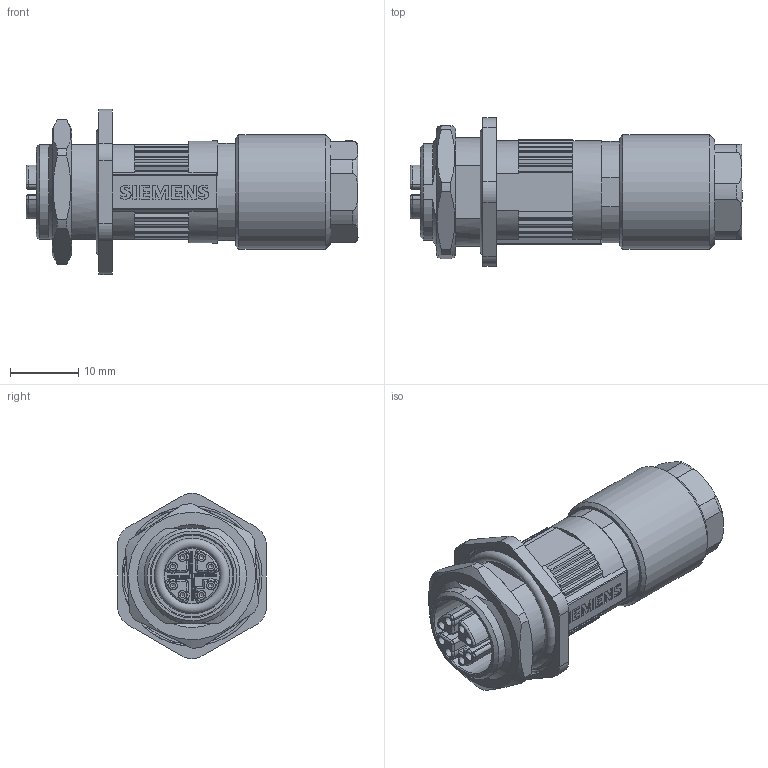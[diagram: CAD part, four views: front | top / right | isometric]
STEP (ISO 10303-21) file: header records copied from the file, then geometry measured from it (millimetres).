
FILE_DESCRIPTION(/* description */ (''),/* implementation_level */ '2;1');
FILE_NAME(/* name */ '6GK1901-0DB40-6AA0_3d.stp',/* time_stamp */ '2022-11-21T15:43:06+01:00',/* author */ (''),/* organization */ (''),/* preprocessor_version */ 'ST-DEVELOPER v18.102',/* originating_system */ 'SIEMENS PLM Software NX 2027',/* authorisation */ '');
FILE_SCHEMA (('AUTOMOTIVE_DESIGN { 1 0 10303 214 3 1 1 1 }'));
Length unit declared in the file: millimetre
Products named in the file (2): Body; 1204_6GK1901-0DB40-6AA0_Simpl
Assembly tree (1 placements, depth 2):
  1204_6GK1901-0DB40-6AA0_Simpl
    Body
Bounding box: 48.8 x 21.85 x 24.28 mm (x, y, z)
Volume: 9060.5 mm3; surface area: 4885.1 mm2
Topology: 1 solids, 1 shells, 536 faces, 1362 edges, 856 vertices
Faces by surface type: plane 322, cylinder 155, cone 21, torus 17, bspline 11, extrusion 8, sphere 2
Full cylindrical faces by diameter (mm): 0.73 x8, 1.29 x8, 8.2 x1, 10.2 x1, 12 x1, 15 x1, 15.999 x1, 16.8 x1
Entity records: 20095 total; most frequent: CARTESIAN_POINT 3719, ORIENTED_EDGE 2606, DIRECTION 2564, EDGE_CURVE 1303, AXIS2_PLACEMENT_3D 902, VERTEX_POINT 847, VECTOR 760, LINE 752
